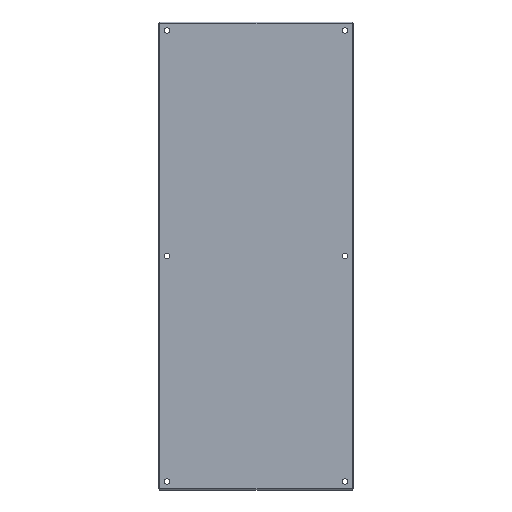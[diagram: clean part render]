
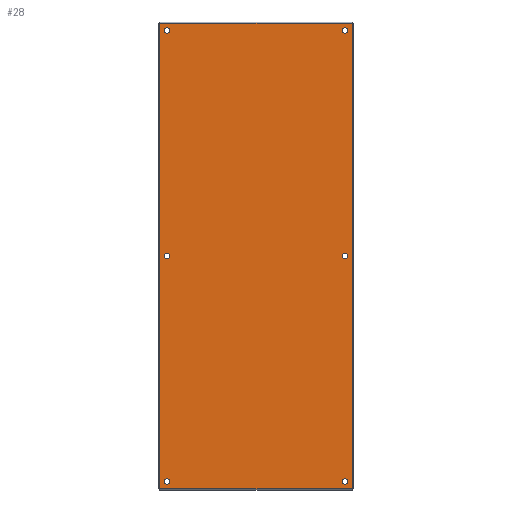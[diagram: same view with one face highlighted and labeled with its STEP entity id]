
A CAD part, front view. The second image highlights one B-rep face of the part: STEP entity #28.
In plain terms, the highlighted planar face has unit normal (0, -1, 0).
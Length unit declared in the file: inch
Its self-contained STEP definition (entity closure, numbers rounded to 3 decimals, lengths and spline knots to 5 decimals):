
#17 = ORIENTED_EDGE ( 'NONE', *, *, #582, .T. ) ;
#28 = ADVANCED_FACE ( 'NONE', ( #891, #1228, #515, #857, #193, #346, #433 ), #1022, .T. ) ;
#48 = VERTEX_POINT ( 'NONE', #925 ) ;
#55 = CIRCLE ( 'NONE', #833, 0.28125 ) ;
#62 = VERTEX_POINT ( 'NONE', #1028 ) ;
#63 = VERTEX_POINT ( 'NONE', #1123 ) ;
#72 = CARTESIAN_POINT ( 'NONE',  ( 9.857, 0., 23.857 ) ) ;
#75 = DIRECTION ( 'NONE',  ( 0., 1., 0. ) ) ;
#80 = CARTESIAN_POINT ( 'NONE',  ( 9.125, 0., 23.125 ) ) ;
#82 = ORIENTED_EDGE ( 'NONE', *, *, #681, .T. ) ;
#93 = DIRECTION ( 'NONE',  ( 0., 0., 1. ) ) ;
#94 = DIRECTION ( 'NONE',  ( 0., 1., 0. ) ) ;
#97 = DIRECTION ( 'NONE',  ( 0., -1., 0. ) ) ;
#108 = CIRCLE ( 'NONE', #1048, 0.28125 ) ;
#117 = CARTESIAN_POINT ( 'NONE',  ( -9.857, 0., 23.857 ) ) ;
#127 = EDGE_LOOP ( 'NONE', ( #354, #843, #722, #727 ) ) ;
#132 = EDGE_LOOP ( 'NONE', ( #367, #595 ) ) ;
#157 = VECTOR ( 'NONE', #785, 39.37008 ) ;
#171 = CARTESIAN_POINT ( 'NONE',  ( 9.125, 0., -23.125 ) ) ;
#184 = CARTESIAN_POINT ( 'NONE',  ( -9.125, 0., 23.125 ) ) ;
#193 = FACE_BOUND ( 'NONE', #1129, .T. ) ;
#199 = EDGE_LOOP ( 'NONE', ( #836, #82 ) ) ;
#210 = CARTESIAN_POINT ( 'NONE',  ( -9.857, 0., -23.857 ) ) ;
#228 = EDGE_LOOP ( 'NONE', ( #1217, #948 ) ) ;
#232 = VECTOR ( 'NONE', #920, 39.37008 ) ;
#252 = VECTOR ( 'NONE', #882, 39.37008 ) ;
#268 = CIRCLE ( 'NONE', #533, 0.28125 ) ;
#290 = CARTESIAN_POINT ( 'NONE',  ( 9.125, 0., 22.84375 ) ) ;
#294 = EDGE_LOOP ( 'NONE', ( #17, #676 ) ) ;
#300 = ORIENTED_EDGE ( 'NONE', *, *, #955, .T. ) ;
#331 = CIRCLE ( 'NONE', #671, 0.28125 ) ;
#338 = DIRECTION ( 'NONE',  ( 0., 0., 1. ) ) ;
#346 = FACE_BOUND ( 'NONE', #199, .T. ) ;
#354 = ORIENTED_EDGE ( 'NONE', *, *, #993, .T. ) ;
#358 = DIRECTION ( 'NONE',  ( 0., 0., 1. ) ) ;
#367 = ORIENTED_EDGE ( 'NONE', *, *, #795, .T. ) ;
#382 = VERTEX_POINT ( 'NONE', #1057 ) ;
#383 = CARTESIAN_POINT ( 'NONE',  ( -9.857, 0., -23.857 ) ) ;
#397 = DIRECTION ( 'NONE',  ( 0., 1., 0. ) ) ;
#398 = DIRECTION ( 'NONE',  ( 0., 0., 1. ) ) ;
#400 = CARTESIAN_POINT ( 'NONE',  ( -9.125, 0., 0. ) ) ;
#407 = DIRECTION ( 'NONE',  ( 0., 0., 1. ) ) ;
#427 = AXIS2_PLACEMENT_3D ( 'NONE', #1330, #599, #93 ) ;
#433 = FACE_BOUND ( 'NONE', #294, .T. ) ;
#447 = VERTEX_POINT ( 'NONE', #1200 ) ;
#449 = CARTESIAN_POINT ( 'NONE',  ( 9.125, 0., -0.28125 ) ) ;
#473 = EDGE_CURVE ( 'NONE', #48, #63, #686, .T. ) ;
#481 = CARTESIAN_POINT ( 'NONE',  ( -9.857, 0., -23.857 ) ) ;
#485 = VERTEX_POINT ( 'NONE', #383 ) ;
#498 = CARTESIAN_POINT ( 'NONE',  ( 9.125, 0., 0. ) ) ;
#502 = VERTEX_POINT ( 'NONE', #72 ) ;
#515 = FACE_BOUND ( 'NONE', #228, .T. ) ;
#533 = AXIS2_PLACEMENT_3D ( 'NONE', #171, #1195, #1084 ) ;
#547 = EDGE_CURVE ( 'NONE', #692, #485, #570, .T. ) ;
#549 = DIRECTION ( 'NONE',  ( 0., 1., 0. ) ) ;
#570 = LINE ( 'NONE', #481, #157 ) ;
#581 = LINE ( 'NONE', #1299, #252 ) ;
#582 = EDGE_CURVE ( 'NONE', #447, #708, #1174, .T. ) ;
#583 = EDGE_CURVE ( 'NONE', #1116, #668, #55, .T. ) ;
#584 = CARTESIAN_POINT ( 'NONE',  ( -9.125, 0., 0. ) ) ;
#591 = CARTESIAN_POINT ( 'NONE',  ( 9.125, 0., -22.84375 ) ) ;
#595 = ORIENTED_EDGE ( 'NONE', *, *, #1244, .T. ) ;
#599 = DIRECTION ( 'NONE',  ( 0., 1., 0. ) ) ;
#611 = DIRECTION ( 'NONE',  ( 0., 0., 1. ) ) ;
#617 = EDGE_CURVE ( 'NONE', #63, #48, #1040, .T. ) ;
#620 = EDGE_LOOP ( 'NONE', ( #300, #1323 ) ) ;
#628 = DIRECTION ( 'NONE',  ( 0., 1., 0. ) ) ;
#652 = LINE ( 'NONE', #210, #232 ) ;
#668 = VERTEX_POINT ( 'NONE', #817 ) ;
#671 = AXIS2_PLACEMENT_3D ( 'NONE', #1296, #1175, #338 ) ;
#676 = ORIENTED_EDGE ( 'NONE', *, *, #816, .T. ) ;
#677 = CARTESIAN_POINT ( 'NONE',  ( 9.125, 0., -23.125 ) ) ;
#681 = EDGE_CURVE ( 'NONE', #668, #1116, #108, .T. ) ;
#685 = AXIS2_PLACEMENT_3D ( 'NONE', #1141, #97, #1242 ) ;
#686 = CIRCLE ( 'NONE', #1173, 0.28125 ) ;
#692 = VERTEX_POINT ( 'NONE', #117 ) ;
#705 = CARTESIAN_POINT ( 'NONE',  ( 9.125, 0., 0.28125 ) ) ;
#708 = VERTEX_POINT ( 'NONE', #829 ) ;
#709 = CARTESIAN_POINT ( 'NONE',  ( -9.125, 0., -23.125 ) ) ;
#722 = ORIENTED_EDGE ( 'NONE', *, *, #547, .T. ) ;
#727 = ORIENTED_EDGE ( 'NONE', *, *, #1212, .T. ) ;
#754 = AXIS2_PLACEMENT_3D ( 'NONE', #677, #970, #358 ) ;
#758 = CIRCLE ( 'NONE', #1327, 0.28125 ) ;
#760 = CARTESIAN_POINT ( 'NONE',  ( -9.125, 0., -23.125 ) ) ;
#785 = DIRECTION ( 'NONE',  ( 0., 0., -1. ) ) ;
#786 = CARTESIAN_POINT ( 'NONE',  ( 9.125, 0., -23.40625 ) ) ;
#791 = DIRECTION ( 'NONE',  ( 0., 0., 1. ) ) ;
#794 = AXIS2_PLACEMENT_3D ( 'NONE', #760, #549, #960 ) ;
#795 = EDGE_CURVE ( 'NONE', #382, #1245, #331, .T. ) ;
#804 = DIRECTION ( 'NONE',  ( 0., 0., 1. ) ) ;
#816 = EDGE_CURVE ( 'NONE', #708, #447, #1243, .T. ) ;
#817 = CARTESIAN_POINT ( 'NONE',  ( -9.125, 0., -0.28125 ) ) ;
#821 = CARTESIAN_POINT ( 'NONE',  ( -9.125, 0., 23.125 ) ) ;
#829 = CARTESIAN_POINT ( 'NONE',  ( -9.125, 0., -23.40625 ) ) ;
#833 = AXIS2_PLACEMENT_3D ( 'NONE', #584, #397, #1338 ) ;
#836 = ORIENTED_EDGE ( 'NONE', *, *, #583, .T. ) ;
#843 = ORIENTED_EDGE ( 'NONE', *, *, #901, .T. ) ;
#857 = FACE_BOUND ( 'NONE', #132, .T. ) ;
#882 = DIRECTION ( 'NONE',  ( 0., 0., 1. ) ) ;
#891 = FACE_OUTER_BOUND ( 'NONE', #127, .T. ) ;
#901 = EDGE_CURVE ( 'NONE', #502, #692, #1054, .T. ) ;
#910 = CARTESIAN_POINT ( 'NONE',  ( -9.125, 0., 0.28125 ) ) ;
#912 = DIRECTION ( 'NONE',  ( 0., 0., 1. ) ) ;
#920 = DIRECTION ( 'NONE',  ( 1., 0., 0. ) ) ;
#925 = CARTESIAN_POINT ( 'NONE',  ( -9.125, 0., 22.84375 ) ) ;
#931 = EDGE_CURVE ( 'NONE', #1082, #1036, #999, .T. ) ;
#935 = VERTEX_POINT ( 'NONE', #449 ) ;
#940 = CIRCLE ( 'NONE', #997, 0.28125 ) ;
#948 = ORIENTED_EDGE ( 'NONE', *, *, #1199, .T. ) ;
#955 = EDGE_CURVE ( 'NONE', #1036, #1082, #268, .T. ) ;
#960 = DIRECTION ( 'NONE',  ( 0., 0., 1. ) ) ;
#970 = DIRECTION ( 'NONE',  ( 0., 1., 0. ) ) ;
#993 = EDGE_CURVE ( 'NONE', #62, #502, #581, .T. ) ;
#997 = AXIS2_PLACEMENT_3D ( 'NONE', #80, #1238, #912 ) ;
#999 = CIRCLE ( 'NONE', #754, 0.28125 ) ;
#1004 = DIRECTION ( 'NONE',  ( 0., 1., 0. ) ) ;
#1022 = PLANE ( 'NONE',  #685 ) ;
#1025 = EDGE_CURVE ( 'NONE', #1253, #935, #758, .T. ) ;
#1028 = CARTESIAN_POINT ( 'NONE',  ( 9.857, 0., -23.857 ) ) ;
#1036 = VERTEX_POINT ( 'NONE', #591 ) ;
#1040 = CIRCLE ( 'NONE', #1152, 0.28125 ) ;
#1048 = AXIS2_PLACEMENT_3D ( 'NONE', #400, #1133, #611 ) ;
#1054 = LINE ( 'NONE', #1303, #1172 ) ;
#1057 = CARTESIAN_POINT ( 'NONE',  ( 9.125, 0., 23.40625 ) ) ;
#1080 = ORIENTED_EDGE ( 'NONE', *, *, #617, .T. ) ;
#1082 = VERTEX_POINT ( 'NONE', #786 ) ;
#1084 = DIRECTION ( 'NONE',  ( 0., 0., 1. ) ) ;
#1093 = DIRECTION ( 'NONE',  ( -1., 0., 0. ) ) ;
#1116 = VERTEX_POINT ( 'NONE', #910 ) ;
#1123 = CARTESIAN_POINT ( 'NONE',  ( -9.125, 0., 23.40625 ) ) ;
#1129 = EDGE_LOOP ( 'NONE', ( #1080, #1341 ) ) ;
#1133 = DIRECTION ( 'NONE',  ( 0., 1., 0. ) ) ;
#1141 = CARTESIAN_POINT ( 'NONE',  ( -9.857, 0., -23.857 ) ) ;
#1152 = AXIS2_PLACEMENT_3D ( 'NONE', #821, #628, #407 ) ;
#1172 = VECTOR ( 'NONE', #1093, 39.37008 ) ;
#1173 = AXIS2_PLACEMENT_3D ( 'NONE', #184, #75, #791 ) ;
#1174 = CIRCLE ( 'NONE', #1319, 0.28125 ) ;
#1175 = DIRECTION ( 'NONE',  ( 0., 1., 0. ) ) ;
#1187 = CIRCLE ( 'NONE', #427, 0.28125 ) ;
#1195 = DIRECTION ( 'NONE',  ( 0., 1., 0. ) ) ;
#1199 = EDGE_CURVE ( 'NONE', #935, #1253, #1187, .T. ) ;
#1200 = CARTESIAN_POINT ( 'NONE',  ( -9.125, 0., -22.84375 ) ) ;
#1212 = EDGE_CURVE ( 'NONE', #485, #62, #652, .T. ) ;
#1217 = ORIENTED_EDGE ( 'NONE', *, *, #1025, .T. ) ;
#1228 = FACE_BOUND ( 'NONE', #620, .T. ) ;
#1238 = DIRECTION ( 'NONE',  ( 0., 1., 0. ) ) ;
#1242 = DIRECTION ( 'NONE',  ( 0., 0., -1. ) ) ;
#1243 = CIRCLE ( 'NONE', #794, 0.28125 ) ;
#1244 = EDGE_CURVE ( 'NONE', #1245, #382, #940, .T. ) ;
#1245 = VERTEX_POINT ( 'NONE', #290 ) ;
#1253 = VERTEX_POINT ( 'NONE', #705 ) ;
#1296 = CARTESIAN_POINT ( 'NONE',  ( 9.125, 0., 23.125 ) ) ;
#1299 = CARTESIAN_POINT ( 'NONE',  ( 9.857, 0., -23.857 ) ) ;
#1303 = CARTESIAN_POINT ( 'NONE',  ( -9.857, 0., 23.857 ) ) ;
#1319 = AXIS2_PLACEMENT_3D ( 'NONE', #709, #94, #804 ) ;
#1323 = ORIENTED_EDGE ( 'NONE', *, *, #931, .T. ) ;
#1327 = AXIS2_PLACEMENT_3D ( 'NONE', #498, #1004, #398 ) ;
#1330 = CARTESIAN_POINT ( 'NONE',  ( 9.125, 0., 0. ) ) ;
#1338 = DIRECTION ( 'NONE',  ( 0., 0., 1. ) ) ;
#1341 = ORIENTED_EDGE ( 'NONE', *, *, #473, .T. ) ;
